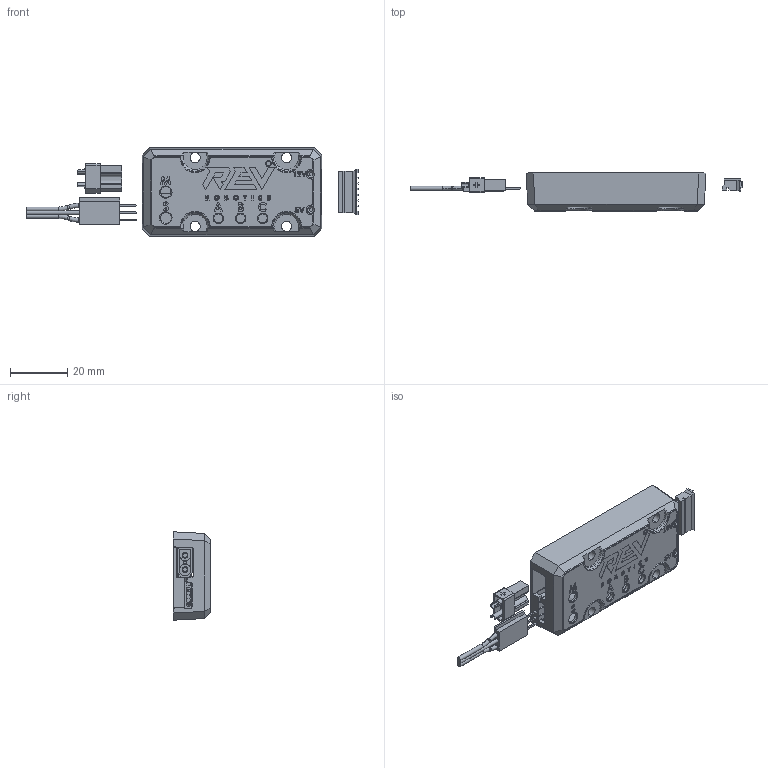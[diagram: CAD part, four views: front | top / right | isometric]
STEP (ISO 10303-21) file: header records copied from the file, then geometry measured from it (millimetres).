
FILE_DESCRIPTION (( 'STEP AP203' ), '1' );
FILE_NAME ('REV-11-1105.STEP', '2017-12-14T17:10:54', ( '' ), ( '' ), 'SwSTEP 2.0', 'SolidWorks 2017', '' );
FILE_SCHEMA (( 'CONFIG_CONTROL_DESIGN' ));
Length unit declared in the file: millimetre
Products named in the file (7): XT30_Buchse; Blinkin Case Bottom; REV-11-1105; Servo PWM Plug; Blinkin Case Top; cheese slotted head_ks_KS 1021 CS - M2 x 8-N; PHR-7
Assembly tree (8 placements, depth 2):
  REV-11-1105
    Blinkin Case Top
    Blinkin Case Bottom
    Servo PWM Plug
    PHR-7
    XT30_Buchse
    cheese slotted head_ks_KS 1021 CS - M2 x 8-N  x3
Bounding box: 116.12 x 13.25 x 30.9 mm (x, y, z)
Volume: 10529.9 mm3; surface area: 15664.2 mm2
Topology: 8 solids, 8 shells, 1557 faces, 3908 edges, 2356 vertices
Faces by surface type: plane 605, cylinder 357, bspline 289, torus 141, cone 99, sphere 66
Entity records: 52853 total; most frequent: CARTESIAN_POINT 18097, ORIENTED_EDGE 7564, DIRECTION 6466, EDGE_CURVE 3782, AXIS2_PLACEMENT_3D 2321, VERTEX_POINT 2314, LINE 1824, VECTOR 1824
